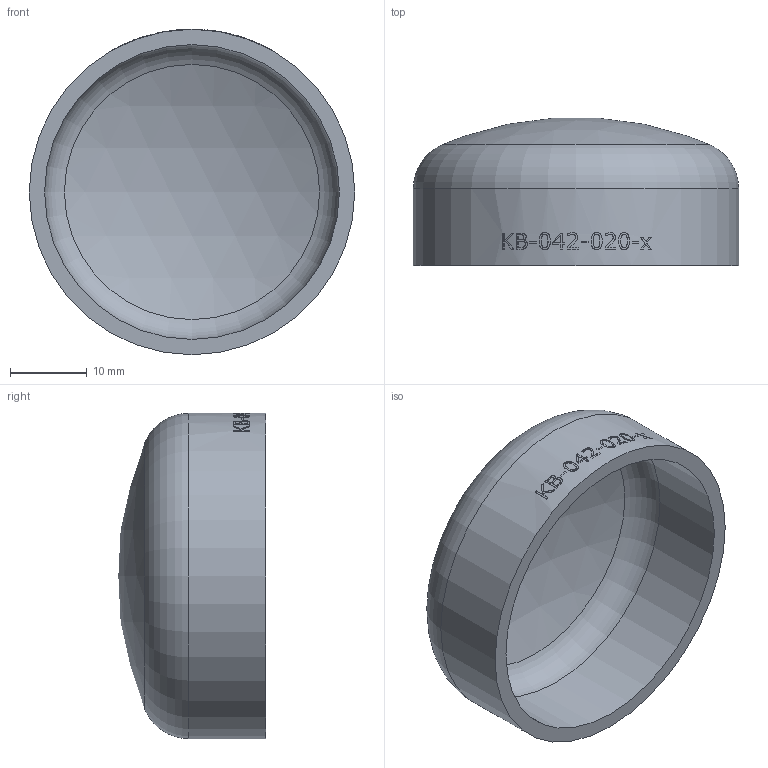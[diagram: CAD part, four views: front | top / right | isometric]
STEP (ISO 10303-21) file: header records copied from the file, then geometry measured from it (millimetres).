
FILE_DESCRIPTION (( 'STEP AP214' ), '1' );
FILE_NAME ('KB-042-020-x Klöpperboden 2001.STEP', '2020-01-20T14:26:11', ( '' ), ( '' ), 'SwSTEP 2.0', 'SolidWorks 2016', '' );
FILE_SCHEMA (( 'AUTOMOTIVE_DESIGN' ));
Length unit declared in the file: millimetre
Products named in the file (1): KB-042-020-x Klöpperboden 2001
Bounding box: 42.4 x 19.19 x 42.4 mm (x, y, z)
Volume: 5905.6 mm3; surface area: 6171.2 mm2
Topology: 1 solids, 1 shells, 165 faces, 430 edges, 286 vertices
Faces by surface type: bspline 83, plane 58, cylinder 20, torus 2, sphere 2
Full cylindrical faces by diameter (mm): 38.4 x1, 42.4 x1
Entity records: 15190 total; most frequent: CARTESIAN_POINT 10145, ORIENTED_EDGE 852, EDGE_CURVE 426, DIRECTION 396, VERTEX_POINT 286, B_SPLINE_CURVE_WITH_KNOTS 266, EDGE_LOOP 188, FACE_OUTER_BOUND 169
